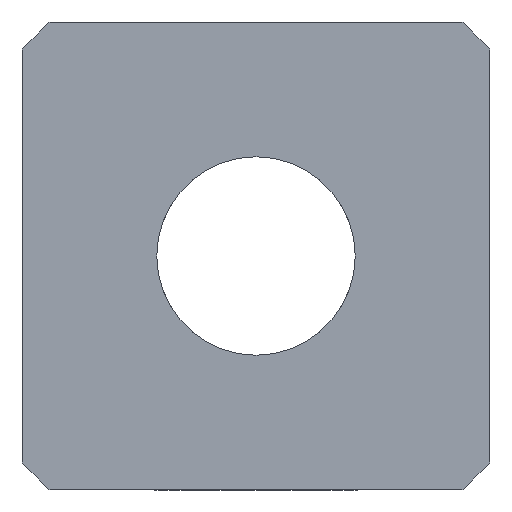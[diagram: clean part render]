
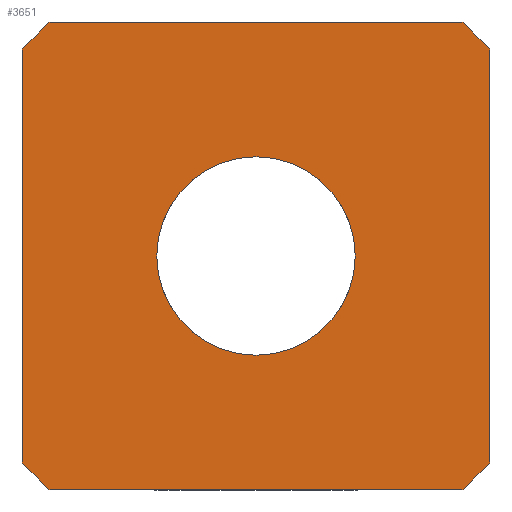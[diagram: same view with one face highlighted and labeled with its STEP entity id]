
A CAD part, left-side view. The second image highlights one B-rep face of the part: STEP entity #3651.
In plain terms, the highlighted planar face has unit normal (-1, 0, 0).
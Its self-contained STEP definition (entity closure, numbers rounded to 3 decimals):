
#112 = LINE ( 'NONE', #948, #2603 ) ;
#183 = DIRECTION ( 'NONE',  ( -1., 0., 0. ) ) ;
#255 = DIRECTION ( 'NONE',  ( 0., -1., 0. ) ) ;
#388 = DIRECTION ( 'NONE',  ( 0., -1., 0. ) ) ;
#455 = DIRECTION ( 'NONE',  ( 1., 0., 0. ) ) ;
#514 = EDGE_CURVE ( 'NONE', #903, #2315, #1056, .T. ) ;
#527 = ORIENTED_EDGE ( 'NONE', *, *, #1274, .F. ) ;
#564 = VECTOR ( 'NONE', #4366, 1000. ) ;
#565 = VERTEX_POINT ( 'NONE', #2868 ) ;
#579 = DIRECTION ( 'NONE',  ( 0., 0., 1. ) ) ;
#701 = DIRECTION ( 'NONE',  ( 1., 0., 0. ) ) ;
#776 = DIRECTION ( 'NONE',  ( 0., 0., -1. ) ) ;
#903 = VERTEX_POINT ( 'NONE', #4714 ) ;
#948 = CARTESIAN_POINT ( 'NONE',  ( -69.596, -4.763, -4.762 ) ) ;
#1056 = CIRCLE ( 'NONE', #3977, 2.019 ) ;
#1074 = CARTESIAN_POINT ( 'NONE',  ( -69.596, 0., 0. ) ) ;
#1177 = VERTEX_POINT ( 'NONE', #4786 ) ;
#1274 = EDGE_CURVE ( 'NONE', #1785, #1177, #2761, .T. ) ;
#1277 = CARTESIAN_POINT ( 'NONE',  ( -69.596, 4.193, 4.763 ) ) ;
#1328 = ORIENTED_EDGE ( 'NONE', *, *, #3841, .F. ) ;
#1379 = ORIENTED_EDGE ( 'NONE', *, *, #3158, .F. ) ;
#1442 = VECTOR ( 'NONE', #388, 1000. ) ;
#1504 = ORIENTED_EDGE ( 'NONE', *, *, #3252, .F. ) ;
#1552 = VERTEX_POINT ( 'NONE', #2103 ) ;
#1558 = VERTEX_POINT ( 'NONE', #1277 ) ;
#1649 = ORIENTED_EDGE ( 'NONE', *, *, #2165, .F. ) ;
#1785 = VERTEX_POINT ( 'NONE', #3503 ) ;
#1802 = AXIS2_PLACEMENT_3D ( 'NONE', #2403, #701, #3190 ) ;
#1872 = CIRCLE ( 'NONE', #2538, 6.345 ) ;
#1932 = VERTEX_POINT ( 'NONE', #2096 ) ;
#1972 = CARTESIAN_POINT ( 'NONE',  ( -69.596, 0., 0. ) ) ;
#2018 = EDGE_CURVE ( 'NONE', #2315, #903, #4469, .T. ) ;
#2096 = CARTESIAN_POINT ( 'NONE',  ( -69.596, -4.193, 4.763 ) ) ;
#2103 = CARTESIAN_POINT ( 'NONE',  ( -69.596, -4.763, -4.193 ) ) ;
#2126 = AXIS2_PLACEMENT_3D ( 'NONE', #4365, #4764, #776 ) ;
#2165 = EDGE_CURVE ( 'NONE', #1177, #1558, #2616, .T. ) ;
#2315 = VERTEX_POINT ( 'NONE', #3660 ) ;
#2402 = LINE ( 'NONE', #3108, #1442 ) ;
#2403 = CARTESIAN_POINT ( 'NONE',  ( -69.596, 0., 0. ) ) ;
#2461 = VECTOR ( 'NONE', #255, 1000. ) ;
#2538 = AXIS2_PLACEMENT_3D ( 'NONE', #1972, #455, #5167 ) ;
#2555 = EDGE_CURVE ( 'NONE', #565, #1785, #1872, .T. ) ;
#2596 = ORIENTED_EDGE ( 'NONE', *, *, #2555, .F. ) ;
#2603 = VECTOR ( 'NONE', #3769, 1000. ) ;
#2609 = LINE ( 'NONE', #3768, #2461 ) ;
#2616 = CIRCLE ( 'NONE', #3449, 6.345 ) ;
#2627 = CARTESIAN_POINT ( 'NONE',  ( -69.596, 0., 0. ) ) ;
#2700 = AXIS2_PLACEMENT_3D ( 'NONE', #2627, #4965, #3834 ) ;
#2761 = LINE ( 'NONE', #3892, #564 ) ;
#2868 = CARTESIAN_POINT ( 'NONE',  ( -69.596, 4.193, -4.762 ) ) ;
#2910 = VERTEX_POINT ( 'NONE', #5160 ) ;
#2930 = VERTEX_POINT ( 'NONE', #3531 ) ;
#3080 = PLANE ( 'NONE',  #2126 ) ;
#3108 = CARTESIAN_POINT ( 'NONE',  ( -69.596, 4.763, -4.762 ) ) ;
#3117 = ORIENTED_EDGE ( 'NONE', *, *, #514, .F. ) ;
#3158 = EDGE_CURVE ( 'NONE', #1558, #1932, #2609, .T. ) ;
#3160 = FACE_BOUND ( 'NONE', #4539, .T. ) ;
#3190 = DIRECTION ( 'NONE',  ( 0., 0., -1. ) ) ;
#3252 = EDGE_CURVE ( 'NONE', #1552, #2910, #3456, .T. ) ;
#3316 = CARTESIAN_POINT ( 'NONE',  ( -69.596, 0., 0. ) ) ;
#3403 = ORIENTED_EDGE ( 'NONE', *, *, #4331, .T. ) ;
#3449 = AXIS2_PLACEMENT_3D ( 'NONE', #3581, #4293, #5177 ) ;
#3456 = CIRCLE ( 'NONE', #1802, 6.345 ) ;
#3503 = CARTESIAN_POINT ( 'NONE',  ( -69.596, 4.763, -4.193 ) ) ;
#3531 = CARTESIAN_POINT ( 'NONE',  ( -69.596, -4.763, 4.193 ) ) ;
#3533 = AXIS2_PLACEMENT_3D ( 'NONE', #1074, #183, #579 ) ;
#3581 = CARTESIAN_POINT ( 'NONE',  ( -69.596, 0., 0. ) ) ;
#3651 = ADVANCED_FACE ( 'NONE', ( #3160, #5173 ), #3080, .F. ) ;
#3660 = CARTESIAN_POINT ( 'NONE',  ( -69.596, 0., 2.019 ) ) ;
#3681 = DIRECTION ( 'NONE',  ( 0., 0., 1. ) ) ;
#3760 = DIRECTION ( 'NONE',  ( -1., 0., 0. ) ) ;
#3768 = CARTESIAN_POINT ( 'NONE',  ( -69.596, 4.763, 4.763 ) ) ;
#3769 = DIRECTION ( 'NONE',  ( 0., 0., 1. ) ) ;
#3800 = CIRCLE ( 'NONE', #2700, 6.345 ) ;
#3834 = DIRECTION ( 'NONE',  ( 0., 0., -1. ) ) ;
#3841 = EDGE_CURVE ( 'NONE', #1932, #2930, #3800, .T. ) ;
#3892 = CARTESIAN_POINT ( 'NONE',  ( -69.596, 4.763, -4.762 ) ) ;
#3977 = AXIS2_PLACEMENT_3D ( 'NONE', #3316, #3760, #3681 ) ;
#3990 = ORIENTED_EDGE ( 'NONE', *, *, #2018, .F. ) ;
#4097 = EDGE_CURVE ( 'NONE', #1552, #2930, #112, .T. ) ;
#4293 = DIRECTION ( 'NONE',  ( 1., 0., 0. ) ) ;
#4331 = EDGE_CURVE ( 'NONE', #565, #2910, #2402, .T. ) ;
#4365 = CARTESIAN_POINT ( 'NONE',  ( -69.596, 4.763, -4.762 ) ) ;
#4366 = DIRECTION ( 'NONE',  ( 0., 0., 1. ) ) ;
#4469 = CIRCLE ( 'NONE', #3533, 2.019 ) ;
#4539 = EDGE_LOOP ( 'NONE', ( #3990, #3117 ) ) ;
#4714 = CARTESIAN_POINT ( 'NONE',  ( -69.596, 0., -2.019 ) ) ;
#4764 = DIRECTION ( 'NONE',  ( 1., 0., 0. ) ) ;
#4786 = CARTESIAN_POINT ( 'NONE',  ( -69.596, 4.763, 4.193 ) ) ;
#4855 = EDGE_LOOP ( 'NONE', ( #2596, #3403, #1504, #5165, #1328, #1379, #1649, #527 ) ) ;
#4965 = DIRECTION ( 'NONE',  ( 1., 0., 0. ) ) ;
#5160 = CARTESIAN_POINT ( 'NONE',  ( -69.596, -4.193, -4.762 ) ) ;
#5165 = ORIENTED_EDGE ( 'NONE', *, *, #4097, .T. ) ;
#5167 = DIRECTION ( 'NONE',  ( 0., 0., -1. ) ) ;
#5173 = FACE_OUTER_BOUND ( 'NONE', #4855, .T. ) ;
#5177 = DIRECTION ( 'NONE',  ( 0., 0., -1. ) ) ;
